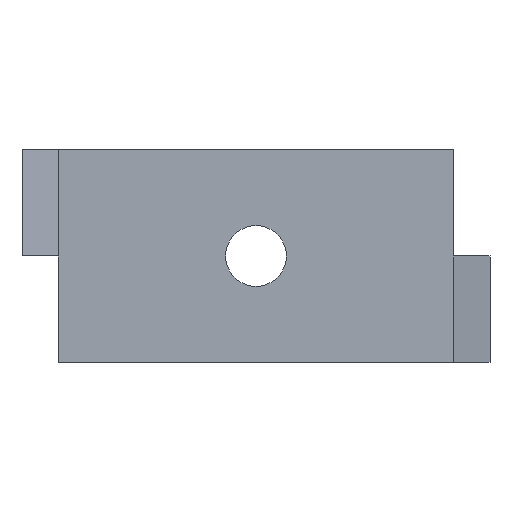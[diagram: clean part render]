
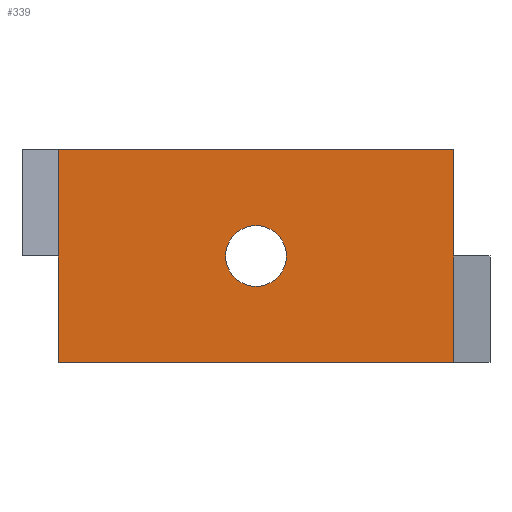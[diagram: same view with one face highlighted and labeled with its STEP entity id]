
A CAD part, front view. The second image highlights one B-rep face of the part: STEP entity #339.
In plain terms, the highlighted planar face has unit normal (0, -1, 0).
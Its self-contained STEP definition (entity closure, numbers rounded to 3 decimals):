
#126 = EDGE_CURVE ( 'NONE', #589, #605, #502, .T. ) ;
#163 = ORIENTED_EDGE ( 'NONE', *, *, #594, .F. ) ;
#269 = EDGE_CURVE ( 'NONE', #368, #1968, #2375, .T. ) ;
#339 = ADVANCED_FACE ( 'NONE', ( #1556, #1764 ), #2604, .T. ) ;
#368 = VERTEX_POINT ( 'NONE', #2131 ) ;
#395 = DIRECTION ( 'NONE',  ( 0., 1., 0. ) ) ;
#420 = CARTESIAN_POINT ( 'NONE',  ( -13., 0., -7. ) ) ;
#425 = ORIENTED_EDGE ( 'NONE', *, *, #269, .F. ) ;
#426 = CARTESIAN_POINT ( 'NONE',  ( 0., 0., 0. ) ) ;
#495 = DIRECTION ( 'NONE',  ( 0., 0., -1. ) ) ;
#502 = CIRCLE ( 'NONE', #1570, 2. ) ;
#534 = VECTOR ( 'NONE', #1578, 1000. ) ;
#549 = ORIENTED_EDGE ( 'NONE', *, *, #126, .T. ) ;
#563 = CARTESIAN_POINT ( 'NONE',  ( 0., 0., -2. ) ) ;
#567 = ORIENTED_EDGE ( 'NONE', *, *, #2476, .T. ) ;
#573 = CARTESIAN_POINT ( 'NONE',  ( -13., 0., -34.857 ) ) ;
#589 = VERTEX_POINT ( 'NONE', #563 ) ;
#594 = EDGE_CURVE ( 'NONE', #800, #368, #1830, .T. ) ;
#601 = CARTESIAN_POINT ( 'NONE',  ( -13., 0., -7. ) ) ;
#605 = VERTEX_POINT ( 'NONE', #824 ) ;
#618 = DIRECTION ( 'NONE',  ( 0., 1., 0. ) ) ;
#649 = EDGE_CURVE ( 'NONE', #2111, #800, #2689, .T. ) ;
#704 = CARTESIAN_POINT ( 'NONE',  ( 0., 0., 0. ) ) ;
#724 = CARTESIAN_POINT ( 'NONE',  ( 13., 0., -34.857 ) ) ;
#800 = VERTEX_POINT ( 'NONE', #420 ) ;
#824 = CARTESIAN_POINT ( 'NONE',  ( 0., 0., 2. ) ) ;
#900 = AXIS2_PLACEMENT_3D ( 'NONE', #1660, #395, #1636 ) ;
#997 = DIRECTION ( 'NONE',  ( 0., 0., 1. ) ) ;
#1010 = DIRECTION ( 'NONE',  ( -1., 0., 0. ) ) ;
#1084 = EDGE_LOOP ( 'NONE', ( #425, #163, #1728, #1305 ) ) ;
#1305 = ORIENTED_EDGE ( 'NONE', *, *, #1614, .T. ) ;
#1355 = VECTOR ( 'NONE', #997, 1000. ) ;
#1378 = CARTESIAN_POINT ( 'NONE',  ( 13., 0., 7. ) ) ;
#1556 = FACE_BOUND ( 'NONE', #1645, .T. ) ;
#1570 = AXIS2_PLACEMENT_3D ( 'NONE', #426, #618, #1721 ) ;
#1578 = DIRECTION ( 'NONE',  ( 0., 0., 1. ) ) ;
#1614 = EDGE_CURVE ( 'NONE', #2111, #1968, #2622, .T. ) ;
#1636 = DIRECTION ( 'NONE',  ( 0., 0., 1. ) ) ;
#1645 = EDGE_LOOP ( 'NONE', ( #567, #549 ) ) ;
#1660 = CARTESIAN_POINT ( 'NONE',  ( 0., 0., 0. ) ) ;
#1678 = DIRECTION ( 'NONE',  ( 1., 0., 0. ) ) ;
#1721 = DIRECTION ( 'NONE',  ( 0., 0., 1. ) ) ;
#1728 = ORIENTED_EDGE ( 'NONE', *, *, #649, .F. ) ;
#1764 = FACE_OUTER_BOUND ( 'NONE', #1084, .T. ) ;
#1830 = LINE ( 'NONE', #573, #1355 ) ;
#1890 = CARTESIAN_POINT ( 'NONE',  ( -13., 0., 7. ) ) ;
#1922 = VECTOR ( 'NONE', #1678, 1000. ) ;
#1968 = VERTEX_POINT ( 'NONE', #1378 ) ;
#2066 = VECTOR ( 'NONE', #1010, 1000. ) ;
#2099 = CIRCLE ( 'NONE', #900, 2. ) ;
#2111 = VERTEX_POINT ( 'NONE', #2293 ) ;
#2131 = CARTESIAN_POINT ( 'NONE',  ( -13., 0., 7. ) ) ;
#2293 = CARTESIAN_POINT ( 'NONE',  ( 13., 0., -7. ) ) ;
#2371 = AXIS2_PLACEMENT_3D ( 'NONE', #704, #2403, #495 ) ;
#2375 = LINE ( 'NONE', #1890, #1922 ) ;
#2403 = DIRECTION ( 'NONE',  ( 0., -1., 0. ) ) ;
#2476 = EDGE_CURVE ( 'NONE', #605, #589, #2099, .T. ) ;
#2604 = PLANE ( 'NONE',  #2371 ) ;
#2622 = LINE ( 'NONE', #724, #534 ) ;
#2689 = LINE ( 'NONE', #601, #2066 ) ;
